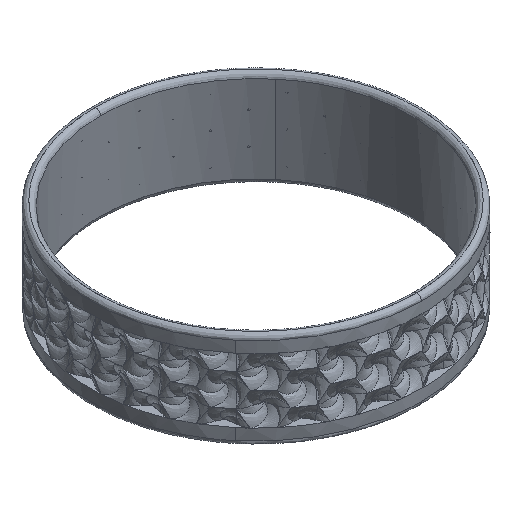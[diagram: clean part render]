
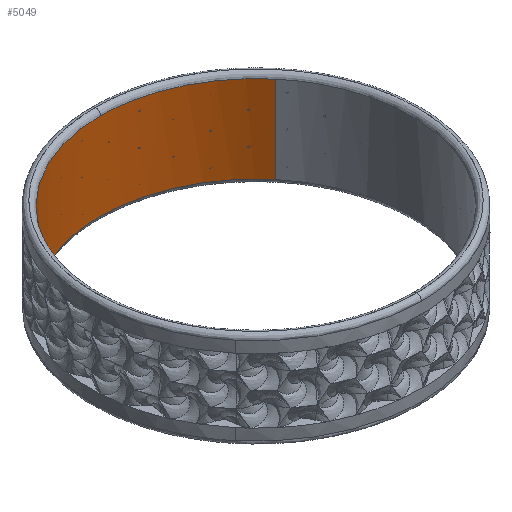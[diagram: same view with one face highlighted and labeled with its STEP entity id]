
A CAD part, isometric view. The second image highlights one B-rep face of the part: STEP entity #5049.
In plain terms, the highlighted free-form (B-spline) face has degree [2, 1] with [5, 2] control points.
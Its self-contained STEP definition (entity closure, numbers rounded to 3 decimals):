
#24 = VERTEX_POINT('',#25);
#25 = CARTESIAN_POINT('',(42.316,-21.284,
    -1.849));
#50 = VERTEX_POINT('',#51);
#51 = CARTESIAN_POINT('',(-3.327,0.,
    -1.849));
#57 = EDGE_CURVE('',#24,#50,#58,.T.);
#58 = ( BOUNDED_CURVE() B_SPLINE_CURVE(2,(#59,#60,#61),.UNSPECIFIED.,.F.
,.F.) B_SPLINE_CURVE_WITH_KNOTS((3,3),(5.411,6.283),
.PIECEWISE_BEZIER_KNOTS.) CURVE() GEOMETRIC_REPRESENTATION_ITEM() 
RATIONAL_B_SPLINE_CURVE((1.,0.906,1.)) REPRESENTATION_ITEM('') 
  );
#59 = CARTESIAN_POINT('',(42.316,-21.284,
    -1.849));
#60 = CARTESIAN_POINT('',(24.457,0.,
    -1.849));
#61 = CARTESIAN_POINT('',(-3.327,0.,
    -1.849));
#164 = VERTEX_POINT('',#165);
#165 = CARTESIAN_POINT('',(42.316,-21.284,
    -35.135));
#171 = EDGE_CURVE('',#172,#164,#174,.T.);
#172 = VERTEX_POINT('',#173);
#173 = CARTESIAN_POINT('',(-3.327,0.,
    -35.135));
#174 = ( BOUNDED_CURVE() B_SPLINE_CURVE(2,(#175,#176,#177),
.UNSPECIFIED.,.F.,.F.) B_SPLINE_CURVE_WITH_KNOTS((3,3),(0.,
0.873),.PIECEWISE_BEZIER_KNOTS.) CURVE() 
GEOMETRIC_REPRESENTATION_ITEM() RATIONAL_B_SPLINE_CURVE((1.,
0.906,1.)) REPRESENTATION_ITEM('') );
#175 = CARTESIAN_POINT('',(-3.327,0.,
    -35.135));
#176 = CARTESIAN_POINT('',(24.457,0.,
    -35.135));
#177 = CARTESIAN_POINT('',(42.316,-21.284,
    -35.135));
#461 = EDGE_CURVE('',#462,#464,#466,.T.);
#462 = VERTEX_POINT('',#463);
#463 = CARTESIAN_POINT('',(-48.97,-97.882,
    -1.849));
#464 = VERTEX_POINT('',#465);
#465 = CARTESIAN_POINT('',(-48.97,-97.882,
    -35.135));
#466 = B_SPLINE_CURVE_WITH_KNOTS('',1,(#467,#468),.UNSPECIFIED.,.F.,.F.,
  (2,2),(1.5,28.5),.PIECEWISE_BEZIER_KNOTS.);
#467 = CARTESIAN_POINT('',(-48.97,-97.882,
    -1.849));
#468 = CARTESIAN_POINT('',(-48.97,-97.882,
    -35.135));
#477 = EDGE_CURVE('',#24,#164,#478,.T.);
#478 = B_SPLINE_CURVE_WITH_KNOTS('',1,(#479,#480),.UNSPECIFIED.,.F.,.F.,
  (2,2),(1.5,28.5),.PIECEWISE_BEZIER_KNOTS.);
#479 = CARTESIAN_POINT('',(42.316,-21.284,
    -1.849));
#480 = CARTESIAN_POINT('',(42.316,-21.284,
    -35.135));
#5049 = ADVANCED_FACE('',(#5050),#5068,.F.);
#5050 = FACE_BOUND('',#5051,.F.);
#5051 = EDGE_LOOP('',(#5052,#5053,#5059,#5060,#5066,#5067));
#5052 = ORIENTED_EDGE('',*,*,#171,.F.);
#5053 = ORIENTED_EDGE('',*,*,#5054,.F.);
#5054 = EDGE_CURVE('',#464,#172,#5055,.T.);
#5055 = ( BOUNDED_CURVE() B_SPLINE_CURVE(2,(#5056,#5057,#5058),
.UNSPECIFIED.,.F.,.F.) B_SPLINE_CURVE_WITH_KNOTS((3,3),(4.014,
6.283),.PIECEWISE_BEZIER_KNOTS.) CURVE() 
GEOMETRIC_REPRESENTATION_ITEM() RATIONAL_B_SPLINE_CURVE((1.,
0.423,1.)) REPRESENTATION_ITEM('') );
#5056 = CARTESIAN_POINT('',(-48.97,-97.882,
    -35.135));
#5057 = CARTESIAN_POINT('',(-131.103,0.,
    -35.135));
#5058 = CARTESIAN_POINT('',(-3.327,0.,
    -35.135));
#5059 = ORIENTED_EDGE('',*,*,#461,.F.);
#5060 = ORIENTED_EDGE('',*,*,#5061,.F.);
#5061 = EDGE_CURVE('',#50,#462,#5062,.T.);
#5062 = ( BOUNDED_CURVE() B_SPLINE_CURVE(2,(#5063,#5064,#5065),
.UNSPECIFIED.,.F.,.F.) B_SPLINE_CURVE_WITH_KNOTS((3,3),(0.,
2.269),.PIECEWISE_BEZIER_KNOTS.) CURVE() 
GEOMETRIC_REPRESENTATION_ITEM() RATIONAL_B_SPLINE_CURVE((1.,
0.423,1.)) REPRESENTATION_ITEM('') );
#5063 = CARTESIAN_POINT('',(-3.327,0.,
    -1.849));
#5064 = CARTESIAN_POINT('',(-131.103,0.,
    -1.849));
#5065 = CARTESIAN_POINT('',(-48.97,-97.882,
    -1.849));
#5066 = ORIENTED_EDGE('',*,*,#57,.F.);
#5067 = ORIENTED_EDGE('',*,*,#477,.T.);
#5068 = ( BOUNDED_SURFACE() B_SPLINE_SURFACE(2,1,(
    (#5069,#5070)
    ,(#5071,#5072)
    ,(#5073,#5074)
    ,(#5075,#5076)
    ,(#5077,#5078
)),.UNSPECIFIED.,.F.,.F.,.F.) B_SPLINE_SURFACE_WITH_KNOTS((3,2,3),(2,2),
  (0.,1.571,3.142),(1.5,28.5),
.PIECEWISE_BEZIER_KNOTS.) GEOMETRIC_REPRESENTATION_ITEM() 
RATIONAL_B_SPLINE_SURFACE((
    (1.,1.)
    ,(0.707,0.707)
    ,(1.,1.)
    ,(0.707,0.707)
,(1.,1.))) REPRESENTATION_ITEM('') SURFACE() );
#5069 = CARTESIAN_POINT('',(-48.97,-97.882,
    -1.849));
#5070 = CARTESIAN_POINT('',(-48.97,-97.882,
    -35.135));
#5071 = CARTESIAN_POINT('',(-87.269,-52.239,
    -1.849));
#5072 = CARTESIAN_POINT('',(-87.269,-52.239,
    -35.135));
#5073 = CARTESIAN_POINT('',(-41.626,-13.94,
    -1.849));
#5074 = CARTESIAN_POINT('',(-41.626,-13.94,
    -35.135));
#5075 = CARTESIAN_POINT('',(4.017,24.359,
    -1.849));
#5076 = CARTESIAN_POINT('',(4.017,24.359,
    -35.135));
#5077 = CARTESIAN_POINT('',(42.316,-21.284,
    -1.849));
#5078 = CARTESIAN_POINT('',(42.316,-21.284,
    -35.135));
